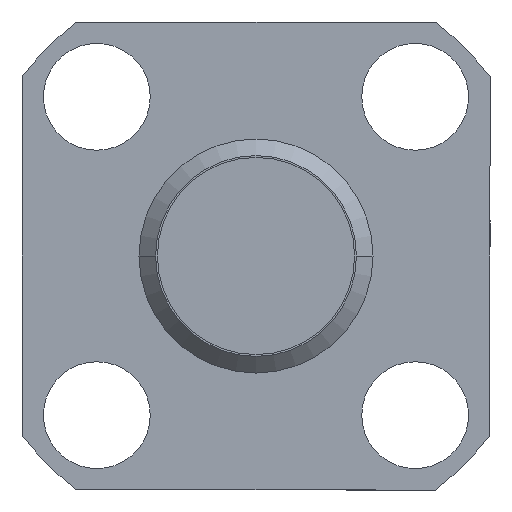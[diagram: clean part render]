
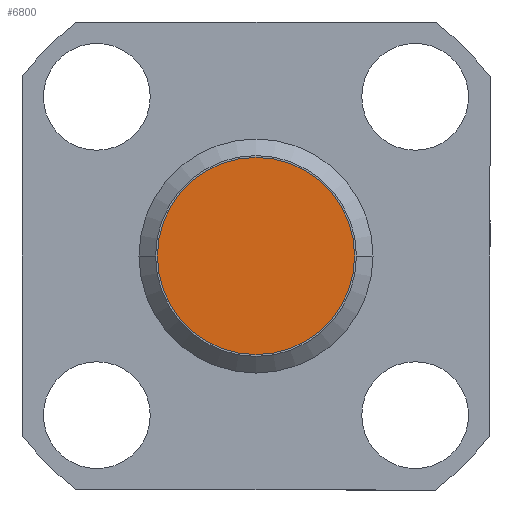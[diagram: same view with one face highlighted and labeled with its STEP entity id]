
A CAD part, front view. The second image highlights one B-rep face of the part: STEP entity #6800.
In plain terms, the highlighted planar face has unit normal (0, -1, 0).
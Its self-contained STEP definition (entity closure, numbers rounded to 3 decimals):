
#693 = CIRCLE ( 'NONE', #2805, 2.675 ) ;
#1016 = EDGE_LOOP ( 'NONE', ( #5305, #4170 ) ) ;
#1768 = DIRECTION ( 'NONE',  ( 0., 1., 0. ) ) ;
#2362 = AXIS2_PLACEMENT_3D ( 'NONE', #5388, #1768, #2390 ) ;
#2384 = EDGE_CURVE ( 'Defeature ausgef�hrt5_24+Defeature ausgef�hrt5_28+Defeature ausgef�hrt5_28+Defeature ausgef�hrt5_28', #2741, #4323, #693, .T. ) ;
#2390 = DIRECTION ( 'NONE',  ( -1., 0., 0. ) ) ;
#2504 = CARTESIAN_POINT ( 'NONE',  ( 0., -39., 8. ) ) ;
#2741 = VERTEX_POINT ( 'NONE', #7752 ) ;
#2805 = AXIS2_PLACEMENT_3D ( 'NONE', #3426, #7092, #5686 ) ;
#3092 = DIRECTION ( 'NONE',  ( 0., 1., 0. ) ) ;
#3289 = EDGE_CURVE ( 'Defeature ausgef�hrt5_24+Defeature ausgef�hrt5_28+Defeature ausgef�hrt5_28+Defeature ausgef�hrt5_28', #4323, #2741, #7063, .T. ) ;
#3426 = CARTESIAN_POINT ( 'NONE',  ( 0., -39., 0. ) ) ;
#3465 = CARTESIAN_POINT ( 'NONE',  ( 2.675, -39., 0. ) ) ;
#4170 = ORIENTED_EDGE ( 'NONE', *, *, #3289, .F. ) ;
#4323 = VERTEX_POINT ( 'NONE', #3465 ) ;
#4933 = DIRECTION ( 'NONE',  ( -1., 0., 0. ) ) ;
#5305 = ORIENTED_EDGE ( 'NONE', *, *, #2384, .F. ) ;
#5382 = FACE_OUTER_BOUND ( 'NONE', #1016, .T. ) ;
#5388 = CARTESIAN_POINT ( 'NONE',  ( 0., -39., 0. ) ) ;
#5686 = DIRECTION ( 'NONE',  ( -1., 0., 0. ) ) ;
#6588 = AXIS2_PLACEMENT_3D ( 'NONE', #2504, #3092, #4933 ) ;
#6800 = ADVANCED_FACE ( 'Defeature ausgef�hrt5_28', ( #5382 ), #7878, .F. ) ;
#7063 = CIRCLE ( 'NONE', #2362, 2.675 ) ;
#7092 = DIRECTION ( 'NONE',  ( 0., 1., 0. ) ) ;
#7752 = CARTESIAN_POINT ( 'NONE',  ( -2.675, -39., 0. ) ) ;
#7878 = PLANE ( 'NONE',  #6588 ) ;
